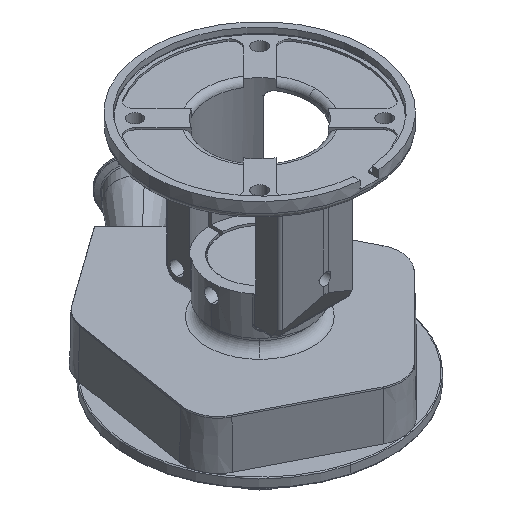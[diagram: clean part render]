
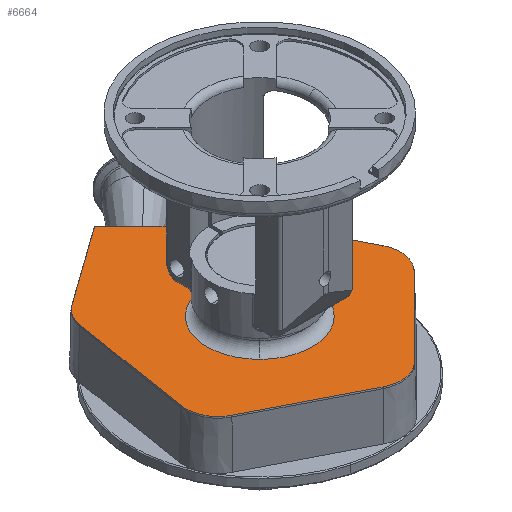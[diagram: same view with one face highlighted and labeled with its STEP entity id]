
A CAD part, isometric view. The second image highlights one B-rep face of the part: STEP entity #6664.
In plain terms, the highlighted planar face has unit normal (0, 0, 1).
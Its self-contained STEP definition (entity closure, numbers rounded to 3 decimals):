
#144 = EDGE_CURVE ( 'NONE', #11394, #2391, #8888, .T. ) ;
#180 = CARTESIAN_POINT ( 'NONE',  ( 69.909, 114.814, -189. ) ) ;
#201 = LINE ( 'NONE', #3244, #5499 ) ;
#203 = VERTEX_POINT ( 'NONE', #12756 ) ;
#223 = DIRECTION ( 'NONE',  ( 0., 0., -1. ) ) ;
#270 = DIRECTION ( 'NONE',  ( 0., 0., 1. ) ) ;
#342 = EDGE_CURVE ( 'NONE', #10432, #9505, #201, .T. ) ;
#386 = VERTEX_POINT ( 'NONE', #9670 ) ;
#404 = CARTESIAN_POINT ( 'NONE',  ( 118.508, 143.284, -189. ) ) ;
#434 = ORIENTED_EDGE ( 'NONE', *, *, #2492, .F. ) ;
#622 = PLANE ( 'NONE',  #6857 ) ;
#720 = DIRECTION ( 'NONE',  ( -0.707, -0.707, 0. ) ) ;
#740 = ORIENTED_EDGE ( 'NONE', *, *, #12511, .F. ) ;
#761 = AXIS2_PLACEMENT_3D ( 'NONE', #5110, #223, #9920 ) ;
#1180 = CIRCLE ( 'NONE', #761, 33.406 ) ;
#1197 = CARTESIAN_POINT ( 'NONE',  ( -6.769, 166.14, -189. ) ) ;
#1243 = DIRECTION ( 'NONE',  ( 0., 0., -1. ) ) ;
#1439 = CARTESIAN_POINT ( 'NONE',  ( 39.4, -121.828, -189. ) ) ;
#1481 = ORIENTED_EDGE ( 'NONE', *, *, #8047, .F. ) ;
#1828 = EDGE_CURVE ( 'NONE', #12647, #386, #8306, .T. ) ;
#1964 = CARTESIAN_POINT ( 'NONE',  ( 144.669, -33.067, -189. ) ) ;
#2046 = ORIENTED_EDGE ( 'NONE', *, *, #12590, .F. ) ;
#2052 = CARTESIAN_POINT ( 'NONE',  ( 15.737, -98.248, -189. ) ) ;
#2129 = EDGE_CURVE ( 'NONE', #3956, #8388, #6425, .T. ) ;
#2323 = CARTESIAN_POINT ( 'NONE',  ( 98.302, -15.394, -189. ) ) ;
#2338 = ORIENTED_EDGE ( 'NONE', *, *, #3017, .F. ) ;
#2383 = DIRECTION ( 'NONE',  ( -0.707, -0.707, 0. ) ) ;
#2391 = VERTEX_POINT ( 'NONE', #8011 ) ;
#2486 = CIRCLE ( 'NONE', #4603, 33.406 ) ;
#2492 = EDGE_CURVE ( 'NONE', #4792, #2970, #12661, .T. ) ;
#2523 = CARTESIAN_POINT ( 'NONE',  ( 0., 0., -189. ) ) ;
#2559 = VERTEX_POINT ( 'NONE', #6469 ) ;
#2661 = ORIENTED_EDGE ( 'NONE', *, *, #342, .F. ) ;
#2759 = CARTESIAN_POINT ( 'NONE',  ( -4.38, 167.015, -189. ) ) ;
#2773 = DIRECTION ( 'NONE',  ( 0., 0., -1. ) ) ;
#2909 = VERTEX_POINT ( 'NONE', #1197 ) ;
#2970 = VERTEX_POINT ( 'NONE', #12547 ) ;
#3017 = EDGE_CURVE ( 'NONE', #2391, #11394, #7948, .T. ) ;
#3141 = EDGE_LOOP ( 'NONE', ( #2338, #7496 ) ) ;
#3198 = DIRECTION ( 'NONE',  ( -0.707, 0.707, 0. ) ) ;
#3244 = CARTESIAN_POINT ( 'NONE',  ( -127.433, -75.16, -189. ) ) ;
#3308 = CARTESIAN_POINT ( 'NONE',  ( 58.944, 127.324, -189. ) ) ;
#3350 = CARTESIAN_POINT ( 'NONE',  ( -92.04, 104.584, -189. ) ) ;
#3375 = CARTESIAN_POINT ( 'NONE',  ( 39.4, -121.828, -189. ) ) ;
#3381 = LINE ( 'NONE', #404, #8845 ) ;
#3479 = ORIENTED_EDGE ( 'NONE', *, *, #12474, .T. ) ;
#3533 = AXIS2_PLACEMENT_3D ( 'NONE', #2052, #1243, #5140 ) ;
#3541 = DIRECTION ( 'NONE',  ( 0., 0., 1. ) ) ;
#3569 = CARTESIAN_POINT ( 'NONE',  ( 0.571, -128.013, -189. ) ) ;
#3861 = CARTESIAN_POINT ( 'NONE',  ( 123.744, 123.744, -189. ) ) ;
#3956 = VERTEX_POINT ( 'NONE', #4746 ) ;
#4279 = ORIENTED_EDGE ( 'NONE', *, *, #7202, .F. ) ;
#4314 = VECTOR ( 'NONE', #3198, 1000. ) ;
#4603 = AXIS2_PLACEMENT_3D ( 'NONE', #7352, #7618, #9395 ) ;
#4746 = CARTESIAN_POINT ( 'NONE',  ( 40.305, 122.329, -189. ) ) ;
#4783 = DIRECTION ( 'NONE',  ( -0.707, -0.707, 0. ) ) ;
#4788 = ORIENTED_EDGE ( 'NONE', *, *, #7545, .F. ) ;
#4792 = VERTEX_POINT ( 'NONE', #5277 ) ;
#4843 = FACE_BOUND ( 'NONE', #3141, .T. ) ;
#4881 = DIRECTION ( 'NONE',  ( 0.451, -0.892, 0. ) ) ;
#5110 = CARTESIAN_POINT ( 'NONE',  ( -88.734, -45.017, -189. ) ) ;
#5140 = DIRECTION ( 'NONE',  ( -0.707, -0.707, 0. ) ) ;
#5274 = AXIS2_PLACEMENT_3D ( 'NONE', #6630, #3541, #8689 ) ;
#5277 = CARTESIAN_POINT ( 'NONE',  ( 0.571, -128.013, -189. ) ) ;
#5351 = DIRECTION ( 'NONE',  ( -0.707, -0.707, 0. ) ) ;
#5499 = VECTOR ( 'NONE', #10153, 1000. ) ;
#5509 = DIRECTION ( 'NONE',  ( 0., 0., -1. ) ) ;
#5681 = CARTESIAN_POINT ( 'NONE',  ( -3.994, 162.261, -189. ) ) ;
#5750 = DIRECTION ( 'NONE',  ( -0.707, -0.707, 0. ) ) ;
#6196 = AXIS2_PLACEMENT_3D ( 'NONE', #11624, #5509, #10824 ) ;
#6233 = CARTESIAN_POINT ( 'NONE',  ( 81.317, 81.317, -189. ) ) ;
#6395 = EDGE_CURVE ( 'NONE', #2970, #10432, #1180, .T. ) ;
#6425 = LINE ( 'NONE', #6233, #4314 ) ;
#6460 = VECTOR ( 'NONE', #4881, 1000. ) ;
#6469 = CARTESIAN_POINT ( 'NONE',  ( 121.965, -38.974, -189. ) ) ;
#6630 = CARTESIAN_POINT ( 'NONE',  ( 0., 0., -189. ) ) ;
#6664 = ADVANCED_FACE ( 'NONE', ( #4843, #8754 ), #622, .T. ) ;
#6857 = AXIS2_PLACEMENT_3D ( 'NONE', #3861, #7897, #4783 ) ;
#7202 = EDGE_CURVE ( 'NONE', #203, #2559, #7520, .T. ) ;
#7352 = CARTESIAN_POINT ( 'NONE',  ( 40.096, 99.742, -189. ) ) ;
#7356 = AXIS2_PLACEMENT_3D ( 'NONE', #10950, #8879, #5750 ) ;
#7420 = DIRECTION ( 'NONE',  ( -0.966, -0.259, 0. ) ) ;
#7496 = ORIENTED_EDGE ( 'NONE', *, *, #144, .F. ) ;
#7520 = CIRCLE ( 'NONE', #11316, 33.406 ) ;
#7537 = DIRECTION ( 'NONE',  ( -0.891, 0.454, 0. ) ) ;
#7541 = VERTEX_POINT ( 'NONE', #3308 ) ;
#7544 = CIRCLE ( 'NONE', #3533, 33.406 ) ;
#7545 = EDGE_CURVE ( 'NONE', #2559, #8262, #11391, .T. ) ;
#7618 = DIRECTION ( 'NONE',  ( 0., 0., -1. ) ) ;
#7652 = EDGE_CURVE ( 'NONE', #9547, #203, #12127, .T. ) ;
#7750 = DIRECTION ( 'NONE',  ( 0.813, 0.582, 0. ) ) ;
#7805 = ORIENTED_EDGE ( 'NONE', *, *, #11847, .F. ) ;
#7813 = LINE ( 'NONE', #12742, #9697 ) ;
#7897 = DIRECTION ( 'NONE',  ( 0., 0., 1. ) ) ;
#7948 = CIRCLE ( 'NONE', #11331, 55. ) ;
#8011 = CARTESIAN_POINT ( 'NONE',  ( -38.891, -38.891, -189. ) ) ;
#8047 = EDGE_CURVE ( 'NONE', #8262, #4792, #7544, .T. ) ;
#8209 = CARTESIAN_POINT ( 'NONE',  ( 38.891, 38.891, -189. ) ) ;
#8262 = VERTEX_POINT ( 'NONE', #1439 ) ;
#8306 = CIRCLE ( 'NONE', #6196, 33.406 ) ;
#8388 = VERTEX_POINT ( 'NONE', #2759 ) ;
#8425 = CIRCLE ( 'NONE', #10139, 4.77 ) ;
#8612 = ORIENTED_EDGE ( 'NONE', *, *, #12007, .F. ) ;
#8689 = DIRECTION ( 'NONE',  ( -0.707, -0.707, 0. ) ) ;
#8754 = FACE_OUTER_BOUND ( 'NONE', #9866, .T. ) ;
#8845 = VECTOR ( 'NONE', #7420, 1000. ) ;
#8879 = DIRECTION ( 'NONE',  ( 0., 0., -1. ) ) ;
#8888 = CIRCLE ( 'NONE', #5274, 55. ) ;
#9319 = CARTESIAN_POINT ( 'NONE',  ( -121.714, -39.699, -189. ) ) ;
#9395 = DIRECTION ( 'NONE',  ( -0.707, -0.707, 0. ) ) ;
#9505 = VERTEX_POINT ( 'NONE', #12381 ) ;
#9545 = DIRECTION ( 'NONE',  ( 0., 0., -1. ) ) ;
#9547 = VERTEX_POINT ( 'NONE', #180 ) ;
#9670 = CARTESIAN_POINT ( 'NONE',  ( -87.855, 108.132, -189. ) ) ;
#9697 = VECTOR ( 'NONE', #7750, 1000. ) ;
#9749 = ORIENTED_EDGE ( 'NONE', *, *, #7652, .F. ) ;
#9866 = EDGE_LOOP ( 'NONE', ( #8612, #3479, #10986, #740, #2046, #12772, #7805, #2661, #11509, #434, #1481, #4788, #4279, #9749 ) ) ;
#9920 = DIRECTION ( 'NONE',  ( -0.707, -0.707, 0. ) ) ;
#10139 = AXIS2_PLACEMENT_3D ( 'NONE', #5681, #2773, #720 ) ;
#10153 = DIRECTION ( 'NONE',  ( 0.159, 0.987, 0. ) ) ;
#10432 = VERTEX_POINT ( 'NONE', #9319 ) ;
#10462 = DIRECTION ( 'NONE',  ( -0.706, -0.708, 0. ) ) ;
#10824 = DIRECTION ( 'NONE',  ( -0.707, -0.707, 0. ) ) ;
#10831 = VECTOR ( 'NONE', #7537, 1000. ) ;
#10950 = CARTESIAN_POINT ( 'NONE',  ( -68.419, 80.962, -189. ) ) ;
#10986 = ORIENTED_EDGE ( 'NONE', *, *, #2129, .T. ) ;
#11316 = AXIS2_PLACEMENT_3D ( 'NONE', #2323, #9545, #2383 ) ;
#11331 = AXIS2_PLACEMENT_3D ( 'NONE', #2523, #270, #5351 ) ;
#11374 = CIRCLE ( 'NONE', #7356, 33.406 ) ;
#11391 = LINE ( 'NONE', #3375, #13052 ) ;
#11394 = VERTEX_POINT ( 'NONE', #8209 ) ;
#11509 = ORIENTED_EDGE ( 'NONE', *, *, #6395, .F. ) ;
#11624 = CARTESIAN_POINT ( 'NONE',  ( -68.419, 80.962, -189. ) ) ;
#11847 = EDGE_CURVE ( 'NONE', #9505, #12647, #11374, .T. ) ;
#12007 = EDGE_CURVE ( 'NONE', #7541, #9547, #2486, .T. ) ;
#12127 = LINE ( 'NONE', #1964, #6460 ) ;
#12381 = CARTESIAN_POINT ( 'NONE',  ( -101.399, 86.281, -189. ) ) ;
#12474 = EDGE_CURVE ( 'NONE', #7541, #3956, #3381, .T. ) ;
#12511 = EDGE_CURVE ( 'NONE', #2909, #8388, #8425, .T. ) ;
#12547 = CARTESIAN_POINT ( 'NONE',  ( -103.9, -74.782, -189. ) ) ;
#12590 = EDGE_CURVE ( 'NONE', #386, #2909, #7813, .T. ) ;
#12647 = VERTEX_POINT ( 'NONE', #3350 ) ;
#12661 = LINE ( 'NONE', #3569, #10831 ) ;
#12742 = CARTESIAN_POINT ( 'NONE',  ( -116.993, 87.288, -189. ) ) ;
#12756 = CARTESIAN_POINT ( 'NONE',  ( 128.115, -0.322, -189. ) ) ;
#12772 = ORIENTED_EDGE ( 'NONE', *, *, #1828, .F. ) ;
#13052 = VECTOR ( 'NONE', #10462, 1000. ) ;
